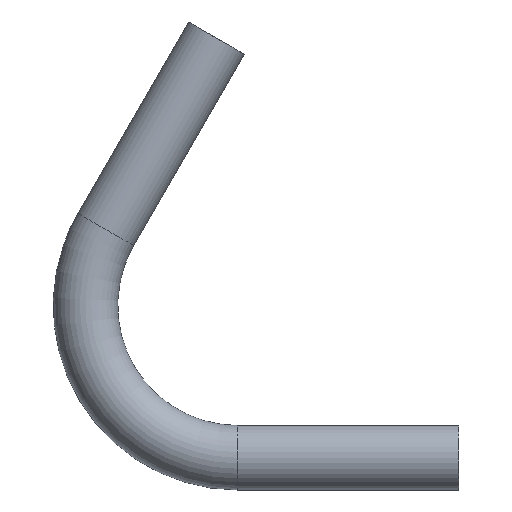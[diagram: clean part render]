
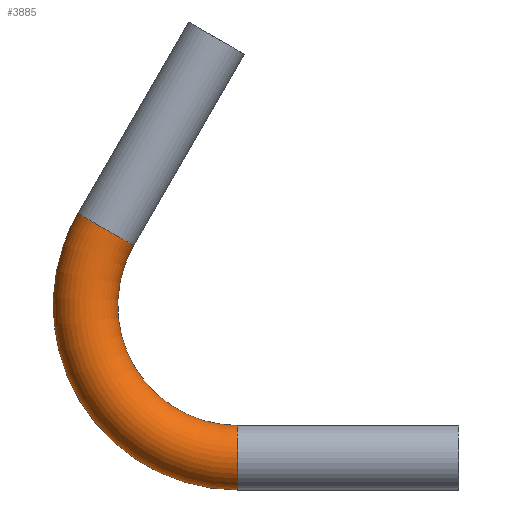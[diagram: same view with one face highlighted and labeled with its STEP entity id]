
A CAD part, left-side view. The second image highlights one B-rep face of the part: STEP entity #3885.
In plain terms, the highlighted toroidal (fillet/blend) face has major radius 100 mm and minor radius 21.2 mm.
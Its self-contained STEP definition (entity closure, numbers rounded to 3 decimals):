
#322 = EDGE_CURVE ( 'NONE', #5890, #5890, #432, .T. ) ;
#432 = CIRCLE ( 'NONE', #5171, 21.2 ) ;
#1008 = EDGE_CURVE ( 'NONE', #5314, #5314, #5344, .T. ) ;
#1244 = ORIENTED_EDGE ( 'NONE', *, *, #1008, .F. ) ;
#1466 = AXIS2_PLACEMENT_3D ( 'NONE', #6419, #11770, #1914 ) ;
#1914 = DIRECTION ( 'NONE',  ( 0., -0.866, -0.5 ) ) ;
#2004 = DIRECTION ( 'NONE',  ( 0., 0., -1. ) ) ;
#2150 = DIRECTION ( 'NONE',  ( 0., 1., 0. ) ) ;
#3058 = DIRECTION ( 'NONE',  ( 0., 0., 1. ) ) ;
#3885 = ADVANCED_FACE ( 'NONE', ( #5872, #6853 ), #10127, .T. ) ;
#5171 = AXIS2_PLACEMENT_3D ( 'NONE', #9412, #2150, #3058 ) ;
#5314 = VERTEX_POINT ( 'NONE', #9353 ) ;
#5344 = CIRCLE ( 'NONE', #1466, 21.2 ) ;
#5872 = FACE_OUTER_BOUND ( 'NONE', #11262, .T. ) ;
#5890 = VERTEX_POINT ( 'NONE', #8449 ) ;
#6419 = CARTESIAN_POINT ( 'NONE',  ( 0., 231.883, 150. ) ) ;
#6853 = FACE_OUTER_BOUND ( 'NONE', #8357, .T. ) ;
#7285 = CARTESIAN_POINT ( 'NONE',  ( 0., 145.28, 100. ) ) ;
#7873 = ORIENTED_EDGE ( 'NONE', *, *, #322, .T. ) ;
#8249 = DIRECTION ( 'NONE',  ( 1., 0., 0. ) ) ;
#8357 = EDGE_LOOP ( 'NONE', ( #1244 ) ) ;
#8449 = CARTESIAN_POINT ( 'NONE',  ( 0., 145.28, 21.2 ) ) ;
#9070 = AXIS2_PLACEMENT_3D ( 'NONE', #7285, #8249, #2004 ) ;
#9353 = CARTESIAN_POINT ( 'NONE',  ( 0., 213.523, 139.4 ) ) ;
#9412 = CARTESIAN_POINT ( 'NONE',  ( 0., 145.28, 0. ) ) ;
#10127 = TOROIDAL_SURFACE ( 'NONE', #9070, 100., 21.2 ) ;
#11262 = EDGE_LOOP ( 'NONE', ( #7873 ) ) ;
#11770 = DIRECTION ( 'NONE',  ( 0., -0.5, 0.866 ) ) ;
